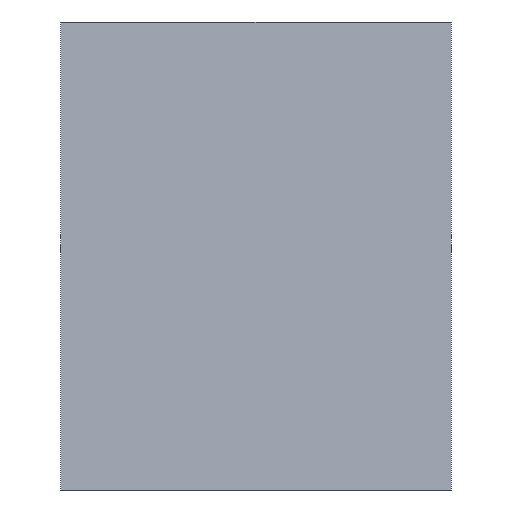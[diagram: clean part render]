
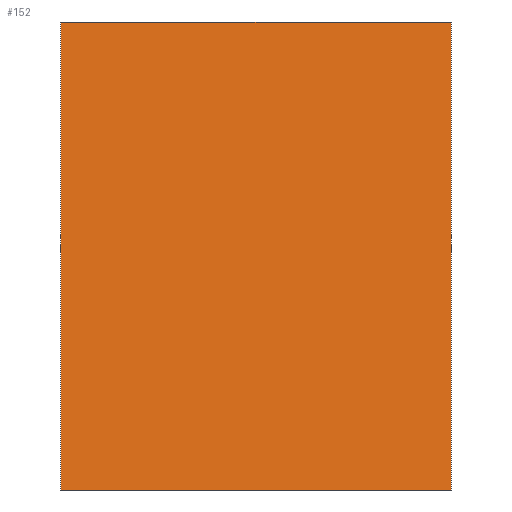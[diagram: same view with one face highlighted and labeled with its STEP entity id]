
A CAD part, front view. The second image highlights one B-rep face of the part: STEP entity #152.
In plain terms, the highlighted planar face has unit normal (0.551, -0.834, 0).
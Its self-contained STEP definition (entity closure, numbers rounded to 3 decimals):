
#2 = CARTESIAN_POINT ( 'NONE',  ( 11.114, 7.74, 0. ) ) ;
#6 = ORIENTED_EDGE ( 'NONE', *, *, #133, .F. ) ;
#7 = ORIENTED_EDGE ( 'NONE', *, *, #155, .T. ) ;
#15 = CARTESIAN_POINT ( 'NONE',  ( 11.114, 7.74, 12.5 ) ) ;
#18 = CARTESIAN_POINT ( 'NONE',  ( 11.114, 7.74, 12.5 ) ) ;
#22 = AXIS2_PLACEMENT_3D ( 'NONE', #15, #91, #153 ) ;
#30 = LINE ( 'NONE', #142, #132 ) ;
#35 = VERTEX_POINT ( 'NONE', #120 ) ;
#39 = CARTESIAN_POINT ( 'NONE',  ( 0.686, 0.847, 12.5 ) ) ;
#43 = VECTOR ( 'NONE', #54, 1000. ) ;
#45 = CARTESIAN_POINT ( 'NONE',  ( 11.114, 7.74, 12.5 ) ) ;
#46 = VERTEX_POINT ( 'NONE', #66 ) ;
#54 = DIRECTION ( 'NONE',  ( 0.834, 0.551, 0. ) ) ;
#62 = ORIENTED_EDGE ( 'NONE', *, *, #96, .T. ) ;
#66 = CARTESIAN_POINT ( 'NONE',  ( 11.114, 7.74, 0. ) ) ;
#71 = FACE_OUTER_BOUND ( 'NONE', #83, .T. ) ;
#73 = DIRECTION ( 'NONE',  ( 0., 0., -1. ) ) ;
#77 = VECTOR ( 'NONE', #73, 1000. ) ;
#83 = EDGE_LOOP ( 'NONE', ( #62, #104, #6, #7 ) ) ;
#91 = DIRECTION ( 'NONE',  ( -0.551, 0.834, 0. ) ) ;
#92 = LINE ( 'NONE', #45, #164 ) ;
#93 = DIRECTION ( 'NONE',  ( 0.834, 0.551, 0. ) ) ;
#96 = EDGE_CURVE ( 'NONE', #137, #46, #105, .T. ) ;
#104 = ORIENTED_EDGE ( 'NONE', *, *, #107, .F. ) ;
#105 = LINE ( 'NONE', #2, #43 ) ;
#107 = EDGE_CURVE ( 'NONE', #35, #46, #146, .T. ) ;
#112 = DIRECTION ( 'NONE',  ( 0., 0., -1. ) ) ;
#120 = CARTESIAN_POINT ( 'NONE',  ( 11.114, 7.74, 12.5 ) ) ;
#129 = PLANE ( 'NONE',  #22 ) ;
#132 = VECTOR ( 'NONE', #112, 1000. ) ;
#133 = EDGE_CURVE ( 'NONE', #149, #35, #92, .T. ) ;
#137 = VERTEX_POINT ( 'NONE', #145 ) ;
#142 = CARTESIAN_POINT ( 'NONE',  ( 0.686, 0.847, 12.5 ) ) ;
#145 = CARTESIAN_POINT ( 'NONE',  ( 0.686, 0.847, 0. ) ) ;
#146 = LINE ( 'NONE', #18, #77 ) ;
#149 = VERTEX_POINT ( 'NONE', #39 ) ;
#152 = ADVANCED_FACE ( 'NONE', ( #71 ), #129, .F. ) ;
#153 = DIRECTION ( 'NONE',  ( -0.834, -0.551, 0. ) ) ;
#155 = EDGE_CURVE ( 'NONE', #149, #137, #30, .T. ) ;
#164 = VECTOR ( 'NONE', #93, 1000. ) ;
